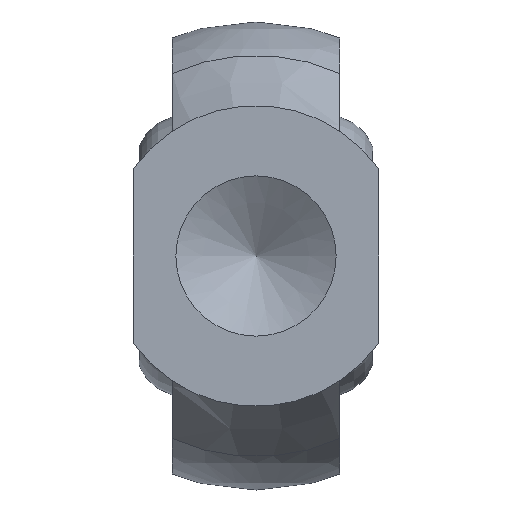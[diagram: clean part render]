
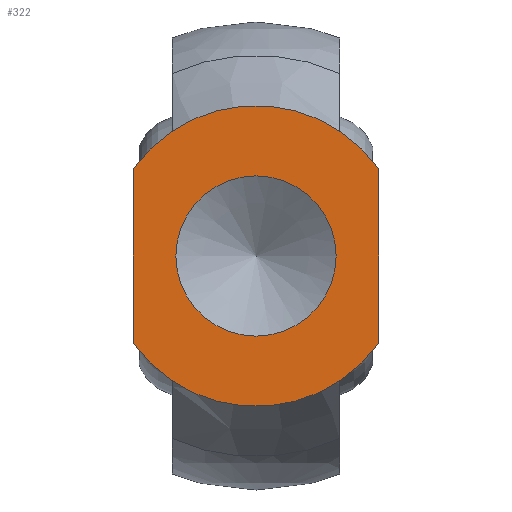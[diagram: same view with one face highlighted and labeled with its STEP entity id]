
A CAD part, front view. The second image highlights one B-rep face of the part: STEP entity #322.
In plain terms, the highlighted planar face has unit normal (0, -1, 0).
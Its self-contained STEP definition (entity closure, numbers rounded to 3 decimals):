
#26=LINE('',#528,#34);
#29=LINE('',#543,#37);
#34=VECTOR('',#422,15.652);
#37=VECTOR('',#427,15.652);
#49=PLANE('',#358);
#60=FACE_BOUND('',#111,.T.);
#81=FACE_OUTER_BOUND('',#110,.T.);
#110=EDGE_LOOP('',(#242,#243,#244,#245));
#111=EDGE_LOOP('',(#246));
#122=CIRCLE('',#336,7.188);
#131=CIRCLE('',#359,13.5);
#132=CIRCLE('',#360,13.5);
#142=VERTEX_POINT('',#480);
#154=VERTEX_POINT('',#516);
#157=VERTEX_POINT('',#526);
#159=VERTEX_POINT('',#531);
#162=VERTEX_POINT('',#541);
#168=EDGE_CURVE('',#142,#142,#122,.T.);
#184=EDGE_CURVE('',#154,#157,#26,.T.);
#189=EDGE_CURVE('',#159,#162,#29,.T.);
#195=EDGE_CURVE('',#157,#159,#131,.T.);
#196=EDGE_CURVE('',#162,#154,#132,.T.);
#242=ORIENTED_EDGE('',*,*,#184,.T.);
#243=ORIENTED_EDGE('',*,*,#195,.T.);
#244=ORIENTED_EDGE('',*,*,#189,.T.);
#245=ORIENTED_EDGE('',*,*,#196,.T.);
#246=ORIENTED_EDGE('',*,*,#168,.T.);
#322=ADVANCED_FACE('',(#81,#60),#49,.T.);
#336=AXIS2_PLACEMENT_3D('',#481,#385,#386);
#358=AXIS2_PLACEMENT_3D('',#559,#437,#438);
#359=AXIS2_PLACEMENT_3D('',#560,#439,#440);
#360=AXIS2_PLACEMENT_3D('',#561,#441,#442);
#385=DIRECTION('center_axis',(0.,1.,0.));
#386=DIRECTION('ref_axis',(1.,0.,0.));
#422=DIRECTION('',(0.,0.,-1.));
#427=DIRECTION('',(0.,0.,1.));
#437=DIRECTION('center_axis',(0.,-1.,0.));
#438=DIRECTION('ref_axis',(0.,0.,-1.));
#439=DIRECTION('center_axis',(0.,-1.,0.));
#440=DIRECTION('ref_axis',(1.,0.,0.));
#441=DIRECTION('center_axis',(0.,-1.,0.));
#442=DIRECTION('ref_axis',(1.,0.,0.));
#480=CARTESIAN_POINT('',(7.188,0.,0.));
#481=CARTESIAN_POINT('Origin',(0.,0.,
0.));
#516=CARTESIAN_POINT('',(-11.,0.,7.826));
#526=CARTESIAN_POINT('',(-11.,0.,-7.826));
#528=CARTESIAN_POINT('',(-11.,0.,12.5));
#531=CARTESIAN_POINT('',(11.,0.,-7.826));
#541=CARTESIAN_POINT('',(11.,0.,7.826));
#543=CARTESIAN_POINT('',(11.,0.,12.5));
#559=CARTESIAN_POINT('Origin',(6.75,0.,0.));
#560=CARTESIAN_POINT('Origin',(0.,0.,0.));
#561=CARTESIAN_POINT('Origin',(0.,0.,0.));
